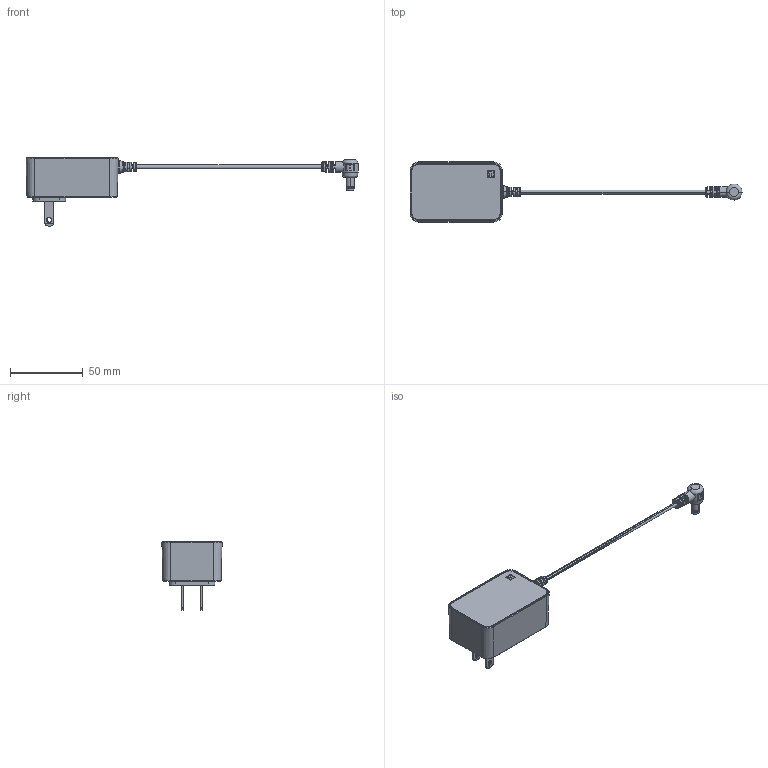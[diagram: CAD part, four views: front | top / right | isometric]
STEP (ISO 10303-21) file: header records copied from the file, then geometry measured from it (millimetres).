
FILE_DESCRIPTION (( 'STEP AP203' ), '1' );
FILE_NAME ('16-00146.STEP', '2019-08-13T20:53:32', ( '' ), ( '' ), 'SwSTEP 2.0', 'SolidWorks 2015', '' );
FILE_SCHEMA (( 'CONFIG_CONTROL_DESIGN' ));
Length unit declared in the file: millimetre
Products named in the file (14): Nema 1-15 plug; 30-00341_stripped and tinned; 50-00133 shell; 26-00004_top; 10-03164; 50-00133; 50-00133 contact; 16-00146; 26-00004_bottom; 24-00279; 24-00006; 26-00004; UL_1-15 pin; 50-00133 insulator
Assembly tree (14 placements, depth 4):
  16-00146
    26-00004
      26-00004_bottom
      26-00004_top
    10-03164
      30-00341_stripped and tinned
      24-00279
      24-00006
      50-00133
        50-00133 contact
        50-00133 insulator
        50-00133 shell
    Nema 1-15 plug
      UL_1-15 pin  x2
Bounding box: 228.69 x 41.48 x 47 mm (x, y, z)
Volume: 22341.4 mm3; surface area: 33042.5 mm2
Topology: 91 solids, 91 shells, 1172 faces, 2634 edges, 1703 vertices
Faces by surface type: plane 606, cylinder 352, bspline 128, torus 48, cone 38
Entity records: 39209 total; most frequent: CARTESIAN_POINT 12420, DIRECTION 5217, ORIENTED_EDGE 5140, EDGE_CURVE 2570, AXIS2_PLACEMENT_3D 1970, VERTEX_POINT 1663, LINE 1277, VECTOR 1277
